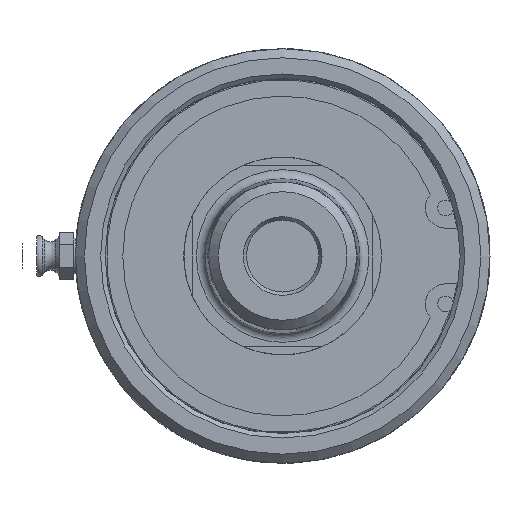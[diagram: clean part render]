
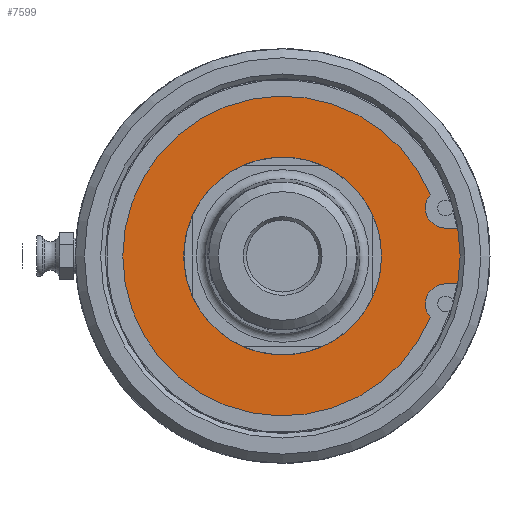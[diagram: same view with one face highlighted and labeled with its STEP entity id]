
A CAD part, left-side view. The second image highlights one B-rep face of the part: STEP entity #7599.
In plain terms, the highlighted planar face has unit normal (-1, 0, 0).
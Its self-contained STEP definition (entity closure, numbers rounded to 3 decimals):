
#133=FACE_BOUND('',#2568,.T.);
#679=LINE('',#47258,#1106);
#684=LINE('',#47270,#1111);
#1106=VECTOR('',#9556,10.);
#1111=VECTOR('',#9565,10.);
#2102=FACE_OUTER_BOUND('',#2567,.T.);
#2567=EDGE_LOOP('',(#6661,#6662,#6663,#6664,#6665,#6666));
#2568=EDGE_LOOP('',(#6667,#6668));
#2874=CIRCLE('',#8144,3.556);
#2876=CIRCLE('',#8147,28.142);
#2878=CIRCLE('',#8150,3.556);
#2885=CIRCLE('',#8162,33.45);
#2886=CIRCLE('',#8165,17.4);
#2887=CIRCLE('',#8166,17.4);
#3588=VERTEX_POINT('',#47255);
#3589=VERTEX_POINT('',#47257);
#3593=VERTEX_POINT('',#47267);
#3594=VERTEX_POINT('',#47269);
#3595=VERTEX_POINT('',#47273);
#3597=VERTEX_POINT('',#47279);
#3600=VERTEX_POINT('',#47301);
#3601=VERTEX_POINT('',#47302);
#4630=EDGE_CURVE('',#3589,#3588,#679,.T.);
#4636=EDGE_CURVE('',#3594,#3593,#684,.T.);
#4638=EDGE_CURVE('',#3593,#3595,#2874,.T.);
#4641=EDGE_CURVE('',#3595,#3597,#2876,.T.);
#4644=EDGE_CURVE('',#3597,#3589,#2878,.T.);
#4651=EDGE_CURVE('',#3588,#3594,#2885,.T.);
#4652=EDGE_CURVE('',#3600,#3601,#2886,.T.);
#4653=EDGE_CURVE('',#3601,#3600,#2887,.T.);
#6661=ORIENTED_EDGE('',*,*,#4636,.T.);
#6662=ORIENTED_EDGE('',*,*,#4638,.T.);
#6663=ORIENTED_EDGE('',*,*,#4641,.T.);
#6664=ORIENTED_EDGE('',*,*,#4644,.T.);
#6665=ORIENTED_EDGE('',*,*,#4630,.T.);
#6666=ORIENTED_EDGE('',*,*,#4651,.T.);
#6667=ORIENTED_EDGE('',*,*,#4652,.T.);
#6668=ORIENTED_EDGE('',*,*,#4653,.T.);
#7239=PLANE('',#8164);
#7599=ADVANCED_FACE('',(#2102,#133),#7239,.F.);
#8144=AXIS2_PLACEMENT_3D('',#47274,#9569,#9570);
#8147=AXIS2_PLACEMENT_3D('',#47280,#9576,#9577);
#8150=AXIS2_PLACEMENT_3D('',#47285,#9583,#9584);
#8162=AXIS2_PLACEMENT_3D('',#47298,#9607,#9608);
#8164=AXIS2_PLACEMENT_3D('',#47300,#9611,#9612);
#8165=AXIS2_PLACEMENT_3D('',#47303,#9613,#9614);
#8166=AXIS2_PLACEMENT_3D('',#47304,#9615,#9616);
#9556=DIRECTION('',(0.,-1.,0.));
#9565=DIRECTION('',(0.,1.,0.));
#9569=DIRECTION('center_axis',(1.,0.,0.));
#9570=DIRECTION('ref_axis',(0.,0.754,0.657));
#9576=DIRECTION('center_axis',(-1.,0.,0.));
#9577=DIRECTION('ref_axis',(0.,0.924,-0.384));
#9583=DIRECTION('center_axis',(1.,0.,0.));
#9584=DIRECTION('ref_axis',(0.,0.,1.));
#9607=DIRECTION('center_axis',(-1.,0.,0.));
#9608=DIRECTION('ref_axis',(0.,1.,0.));
#9611=DIRECTION('center_axis',(1.,0.,0.));
#9612=DIRECTION('ref_axis',(0.,0.,-1.));
#9613=DIRECTION('center_axis',(1.,0.,0.));
#9614=DIRECTION('ref_axis',(0.,1.,0.));
#9615=DIRECTION('center_axis',(1.,0.,0.));
#9616=DIRECTION('ref_axis',(0.,1.,0.));
#47255=CARTESIAN_POINT('',(4.775,-33.089,-4.902));
#47257=CARTESIAN_POINT('',(4.775,-28.672,-4.902));
#47258=CARTESIAN_POINT('',(4.775,-4.407,-4.902));
#47267=CARTESIAN_POINT('',(4.775,-28.672,4.902));
#47269=CARTESIAN_POINT('',(4.775,-33.089,4.902));
#47270=CARTESIAN_POINT('',(4.775,-2.199,4.902));
#47273=CARTESIAN_POINT('',(4.775,-25.99,10.793));
#47274=CARTESIAN_POINT('Origin',(4.775,-28.672,8.458));
#47279=CARTESIAN_POINT('',(4.775,-25.99,-10.793));
#47280=CARTESIAN_POINT('Origin',(4.775,0.,0.));
#47285=CARTESIAN_POINT('Origin',(4.775,-28.672,-8.458));
#47298=CARTESIAN_POINT('Origin',(4.775,0.,0.));
#47300=CARTESIAN_POINT('Origin',(4.775,24.275,0.));
#47301=CARTESIAN_POINT('',(4.775,17.4,0.));
#47302=CARTESIAN_POINT('',(4.775,-17.4,0.));
#47303=CARTESIAN_POINT('Origin',(4.775,0.,0.));
#47304=CARTESIAN_POINT('Origin',(4.775,0.,0.));
